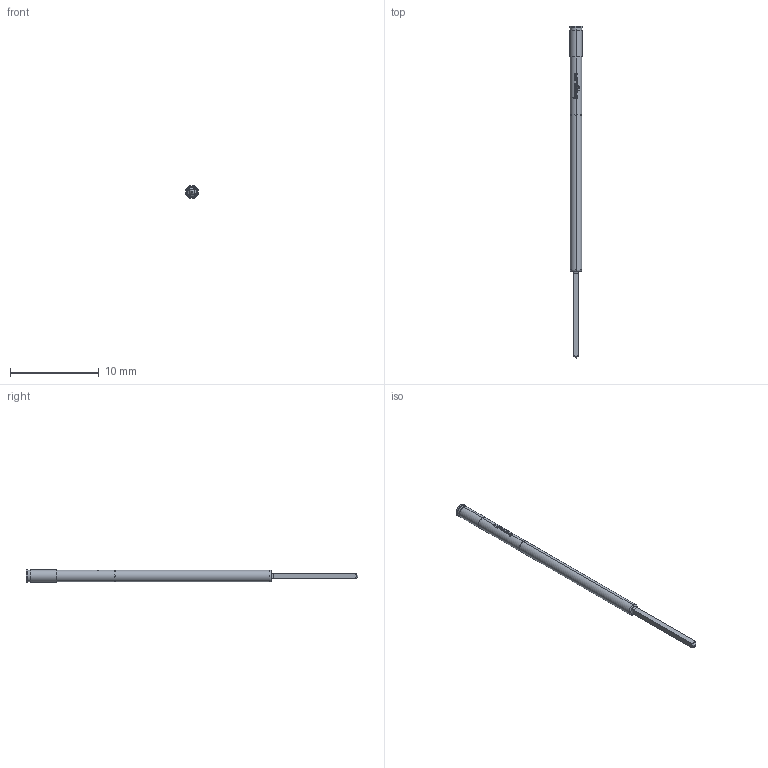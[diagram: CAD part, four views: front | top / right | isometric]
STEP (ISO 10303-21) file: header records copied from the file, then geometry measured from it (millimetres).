
FILE_DESCRIPTION (( 'STEP AP203' ), '1' );
FILE_NAME ('INGUN_KS-075_47_M-R.STEP', '2022-02-09T05:10:42', ( 'ochi' ), ( '' ), 'SwSTEP 2.0', 'SolidWorks 2018', '' );
FILE_SCHEMA (( 'CONFIG_CONTROL_DESIGN' ));
Length unit declared in the file: millimetre
Products named in the file (1): INGUN_KS-075_47_M-R
Bounding box: 1.45 x 37.5 x 1.45 mm (x, y, z)
Volume: 41 mm3; surface area: 140.5 mm2
Topology: 1 solids, 1 shells, 105 faces, 281 edges, 182 vertices
Faces by surface type: plane 49, cylinder 28, bspline 22, cone 4, torus 2
Entity records: 3662 total; most frequent: CARTESIAN_POINT 1159, ORIENTED_EDGE 562, DIRECTION 431, EDGE_CURVE 281, VERTEX_POINT 182, AXIS2_PLACEMENT_3D 170, EDGE_LOOP 109, FACE_OUTER_BOUND 105
